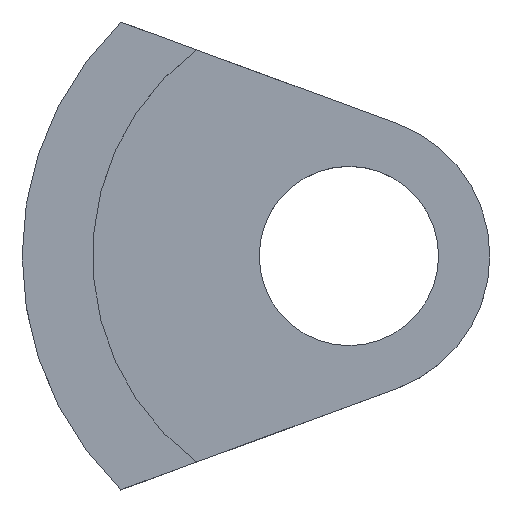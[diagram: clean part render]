
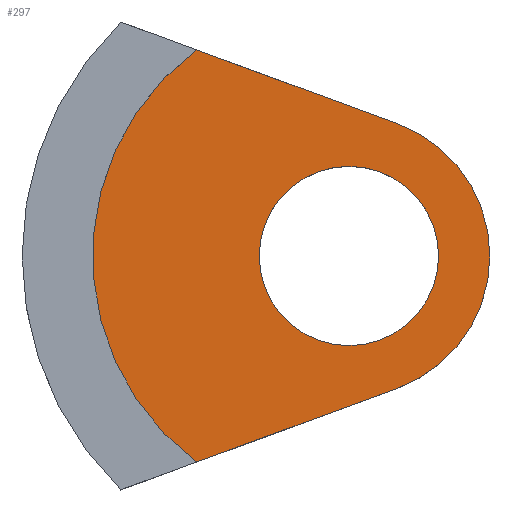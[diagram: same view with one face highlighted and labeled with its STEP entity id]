
A CAD part, top view. The second image highlights one B-rep face of the part: STEP entity #297.
In plain terms, the highlighted planar face has unit normal (0, 0, 1).
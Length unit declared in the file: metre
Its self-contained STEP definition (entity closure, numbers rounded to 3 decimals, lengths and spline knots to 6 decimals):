
#45=LINE('',#515,#65);
#46=LINE('',#519,#66);
#65=VECTOR('',#416,1.);
#66=VECTOR('',#419,1.);
#73=PLANE('',#340);
#119=ORIENTED_EDGE('',*,*,#190,.F.);
#120=ORIENTED_EDGE('',*,*,#192,.T.);
#121=ORIENTED_EDGE('',*,*,#193,.T.);
#122=ORIENTED_EDGE('',*,*,#194,.T.);
#123=ORIENTED_EDGE('',*,*,#158,.T.);
#158=EDGE_CURVE('',#199,#199,#227,.T.);
#190=EDGE_CURVE('',#223,#224,#240,.T.);
#192=EDGE_CURVE('',#223,#225,#45,.T.);
#193=EDGE_CURVE('',#225,#226,#241,.F.);
#194=EDGE_CURVE('',#226,#224,#46,.T.);
#199=VERTEX_POINT('',#433);
#223=VERTEX_POINT('',#510);
#224=VERTEX_POINT('',#512);
#225=VERTEX_POINT('',#516);
#226=VERTEX_POINT('',#518);
#227=CIRCLE('',#316,0.0035);
#240=CIRCLE('',#339,0.01);
#241=CIRCLE('',#341,0.0055);
#255=EDGE_LOOP('',(#119,#120,#121,#122));
#256=EDGE_LOOP('',(#123));
#274=FACE_BOUND('',#255,.T.);
#275=FACE_BOUND('',#256,.T.);
#297=ADVANCED_FACE('',(#274,#275),#73,.F.);
#316=AXIS2_PLACEMENT_3D('',#432,#350,#351);
#339=AXIS2_PLACEMENT_3D('',#511,#411,#412);
#340=AXIS2_PLACEMENT_3D('',#514,#414,#415);
#341=AXIS2_PLACEMENT_3D('',#517,#417,#418);
#350=DIRECTION('',(0.,0.,-1.));
#351=DIRECTION('',(-1.,0.,0.));
#411=DIRECTION('',(0.,0.,-1.));
#412=DIRECTION('',(-1.,0.,0.));
#414=DIRECTION('',(0.,0.,-1.));
#415=DIRECTION('',(-1.,0.,0.));
#416=DIRECTION('',(0.939,0.345,0.));
#417=DIRECTION('',(0.,0.,-1.));
#418=DIRECTION('',(-1.,0.,0.));
#419=DIRECTION('',(-0.939,0.345,0.));
#432=CARTESIAN_POINT('',(0.,0.,0.0024));
#433=CARTESIAN_POINT('',(-0.0035,0.,0.0024));
#510=CARTESIAN_POINT('',(-0.005945,-0.008041,0.0024));
#511=CARTESIAN_POINT('',(0.,0.,0.0024));
#512=CARTESIAN_POINT('',(-0.005945,0.008041,0.0024));
#514=CARTESIAN_POINT('',(0.01,0.,0.0024));
#515=CARTESIAN_POINT('',(0.010708,-0.001929,0.0024));
#516=CARTESIAN_POINT('',(0.001895,-0.005163,0.0024));
#517=CARTESIAN_POINT('',(0.,0.,0.0024));
#518=CARTESIAN_POINT('',(0.001895,0.005163,0.0024));
#519=CARTESIAN_POINT('',(0.010708,0.001929,0.0024));
